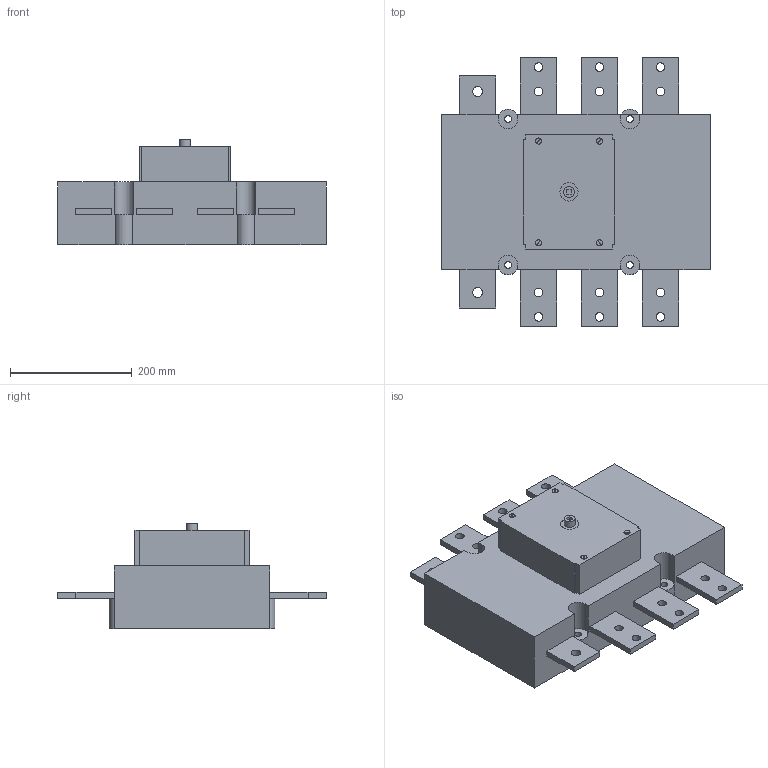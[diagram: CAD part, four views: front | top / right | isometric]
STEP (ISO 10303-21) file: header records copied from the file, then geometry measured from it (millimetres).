
FILE_DESCRIPTION(/* description */ (''),/* implementation_level */ '2;1');
FILE_NAME(/* name */ '3d_GE1600T4.stp',/* time_stamp */ '2018-10-08T14:57:25+02:00',/* author */ ('Andrzej'),/* organization */ (''),/* preprocessor_version */ 'ST-DEVELOPER v16.13',/* originating_system */ 'AutoCAD Mechanical',/* authorisation */ '');
FILE_SCHEMA (('AUTOMOTIVE_DESIGN { 1 0 10303 214 3 1 1 }'));
Length unit declared in the file: millimetre
Products named in the file (1): Product
Bounding box: 441 x 441 x 173 mm (x, y, z)
Volume: 13507966.4 mm3; surface area: 526985.7 mm2
Topology: 3 solids, 3 shells, 144 faces, 385 edges, 261 vertices
Faces by surface type: plane 112, cylinder 32
Full cylindrical faces by diameter (mm): 10 x4, 11 x4, 14.1 x12, 16.2 x2, 18 x1, 30 x1
Entity records: 4477 total; most frequent: CARTESIAN_POINT 784, DIRECTION 744, ORIENTED_EDGE 688, EDGE_CURVE 344, LINE 268, VECTOR 268, VERTEX_POINT 244, AXIS2_PLACEMENT_3D 238
